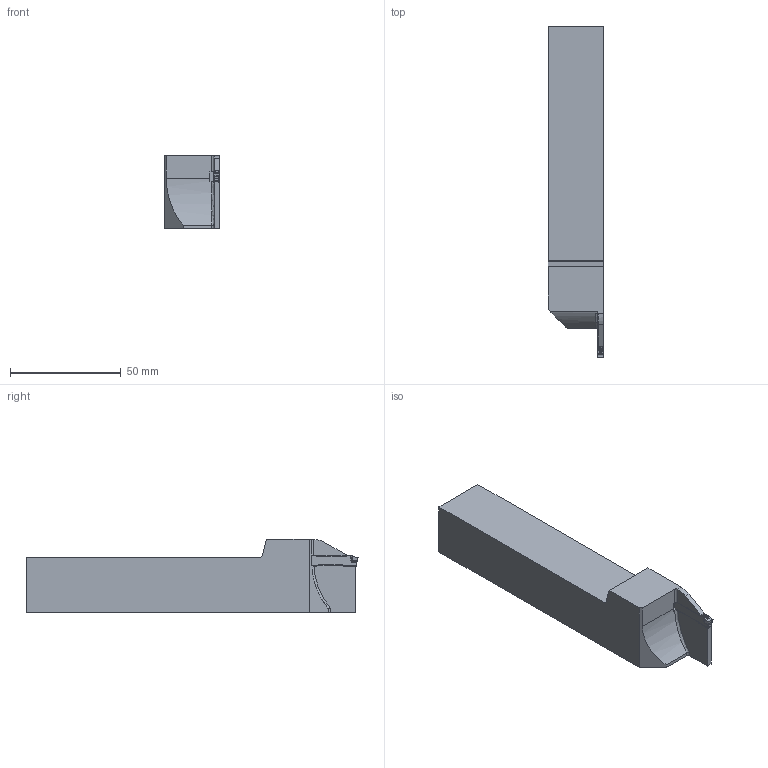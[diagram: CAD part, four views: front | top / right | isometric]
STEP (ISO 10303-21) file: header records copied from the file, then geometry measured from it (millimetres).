
FILE_DESCRIPTION(/* description */ (''),/* implementation_level */ '2;1');
FILE_NAME(/* name */ 'GL3-S2525MFR-20-80_sim.stp',/* time_stamp */ '2021-08-18T10:31:26+02:00',/* author */ (''),/* organization */ (''),/* preprocessor_version */ 'ST-DEVELOPER v16.7',/* originating_system */ 'SIEMENS PLM Software NX 12.0',/* authorisation */ '');
FILE_SCHEMA (('AUTOMOTIVE_DESIGN { 1 0 10303 214 3 1 1 1 }'));
Length unit declared in the file: millimetre
Products named in the file (1): hc7229586AB50ol1
Bounding box: 25.25 x 150.01 x 33 mm (x, y, z)
Volume: 86831.3 mm3; surface area: 16433.3 mm2
Topology: 2 solids, 2 shells, 257 faces, 661 edges, 399 vertices
Faces by surface type: bspline 130, plane 59, cylinder 55, extrusion 7, sphere 5, torus 1
Entity records: 10108 total; most frequent: CARTESIAN_POINT 5066, ORIENTED_EDGE 1300, DIRECTION 671, EDGE_CURVE 650, VERTEX_POINT 397, B_SPLINE_CURVE_WITH_KNOTS 331, ADVANCED_FACE 257, FACE_OUTER_BOUND 257
